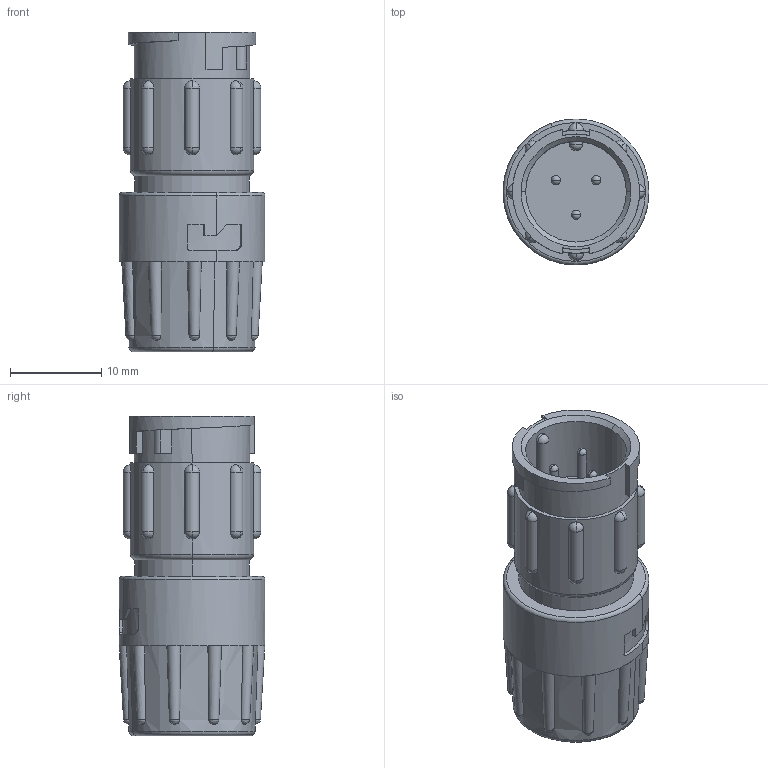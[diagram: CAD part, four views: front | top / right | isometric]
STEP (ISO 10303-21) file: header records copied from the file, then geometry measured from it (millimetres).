
FILE_DESCRIPTION (( 'STEP AP203' ), '1' );
FILE_NAME ('8282-3PG-3DC.STEP', '2016-09-21T22:11:24', ( '' ), ( '' ), 'SwSTEP 2.0', 'SolidWorks 2014', '' );
FILE_SCHEMA (( 'CONFIG_CONTROL_DESIGN' ));
Length unit declared in the file: inch
Products named in the file (1): 8282-3PG-3DC
Bounding box: 16 x 16 x 35.05 mm (x, y, z)
Volume: 4804.2 mm3; surface area: 2556.9 mm2
Topology: 1 solids, 1 shells, 162 faces, 494 edges, 310 vertices
Faces by surface type: plane 48, cylinder 43, sphere 39, bspline 22, torus 6, cone 4
Entity records: 9136 total; most frequent: CARTESIAN_POINT 5323, ORIENTED_EDGE 832, DIRECTION 723, EDGE_CURVE 416, AXIS2_PLACEMENT_3D 304, VERTEX_POINT 271, EDGE_LOOP 177, CIRCLE 163
